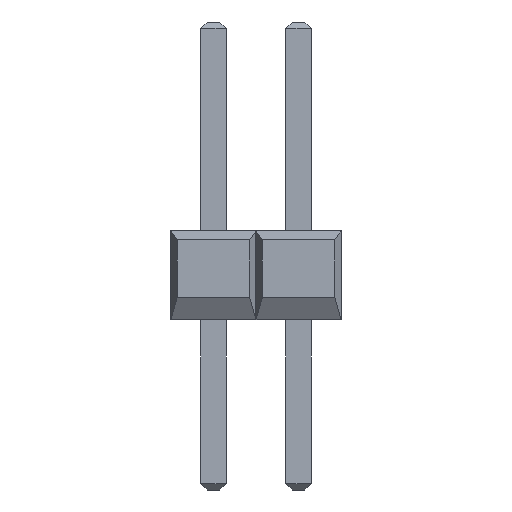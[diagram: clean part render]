
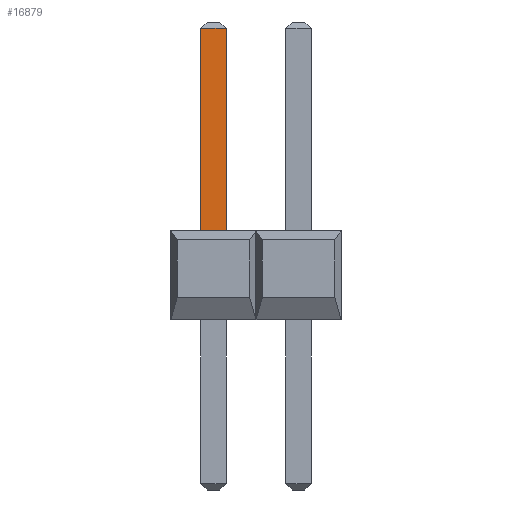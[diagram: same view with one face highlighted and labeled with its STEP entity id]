
A CAD part, left-side view. The second image highlights one B-rep face of the part: STEP entity #16879.
In plain terms, the highlighted planar face has unit normal (-1, 0, 0).
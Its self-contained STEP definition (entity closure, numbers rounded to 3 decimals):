
#16879=ADVANCED_FACE('',(#16885),#16880,.F.);
#16880=PLANE('',#16881);
#16881=AXIS2_PLACEMENT_3D('',#16882,#16883,#16884);
#16882=CARTESIAN_POINT('Origin',(-0.381,0.381,2.659));
#16883=DIRECTION('center_axis',(1.0,0.0,0.0));
#16884=DIRECTION('ref_axis',(0.,0.,1.));
#16885=FACE_OUTER_BOUND('',#16886,.T.);
#16886=EDGE_LOOP('',(#16887,#16897,#16907,#16917));
#16887=ORIENTED_EDGE('',*,*,#16888,.F.);
#16888=EDGE_CURVE('',#16889,#16891,#16893,.T.);
#16889=VERTEX_POINT('',#16890);
#16890=CARTESIAN_POINT('',(-0.381,-0.381,2.659));
#16891=VERTEX_POINT('',#16892);
#16892=CARTESIAN_POINT('',(-0.381,0.381,2.659));
#16893=LINE('',#16894,#16895);
#16894=CARTESIAN_POINT('',(-0.381,-0.381,2.659));
#16895=VECTOR('',#16896,0.762);
#16896=DIRECTION('',(0.0,1.0,0.0));
#16897=ORIENTED_EDGE('',*,*,#16898,.F.);
#16898=EDGE_CURVE('',#16899,#16901,#16903,.T.);
#16899=VERTEX_POINT('',#16900);
#16900=CARTESIAN_POINT('',(-0.381,-0.381,8.7));
#16901=VERTEX_POINT('',#16890);
#16903=LINE('',#16904,#16905);
#16904=CARTESIAN_POINT('',(-0.381,-0.381,8.7));
#16905=VECTOR('',#16906,6.041);
#16906=DIRECTION('',(0.0,0.0,-1.0));
#16907=ORIENTED_EDGE('',*,*,#16908,.F.);
#16908=EDGE_CURVE('',#16909,#16911,#16913,.T.);
#16909=VERTEX_POINT('',#16910);
#16910=CARTESIAN_POINT('',(-0.381,0.381,8.7));
#16911=VERTEX_POINT('',#16900);
#16913=LINE('',#16914,#16915);
#16914=CARTESIAN_POINT('',(-0.381,0.381,8.7));
#16915=VECTOR('',#16916,0.762);
#16916=DIRECTION('',(0.0,-1.0,0.0));
#16917=ORIENTED_EDGE('',*,*,#16918,.F.);
#16918=EDGE_CURVE('',#16919,#16921,#16923,.T.);
#16919=VERTEX_POINT('',#16892);
#16921=VERTEX_POINT('',#16910);
#16923=LINE('',#16924,#16925);
#16924=CARTESIAN_POINT('',(-0.381,0.381,2.659));
#16925=VECTOR('',#16926,6.041);
#16926=DIRECTION('',(0.0,0.0,1.0));
